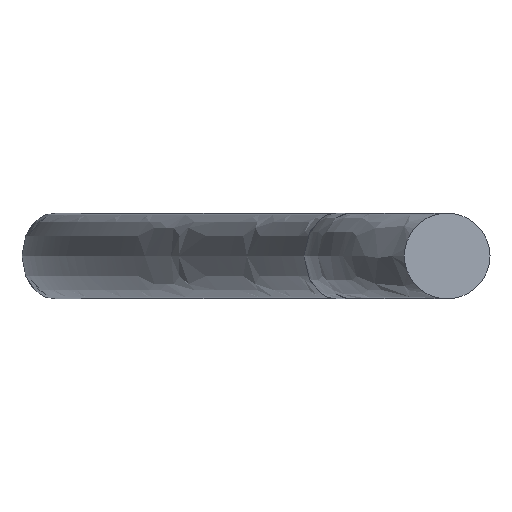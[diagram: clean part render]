
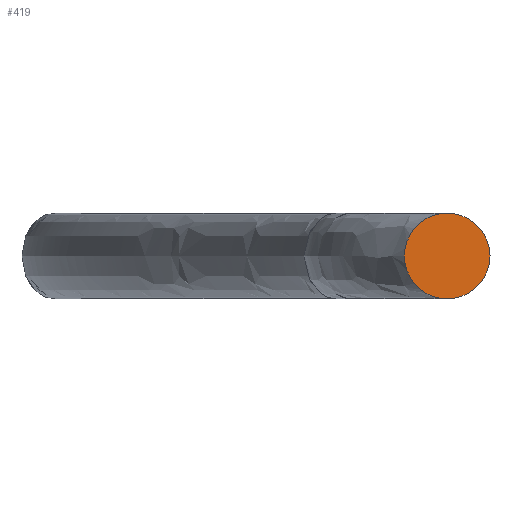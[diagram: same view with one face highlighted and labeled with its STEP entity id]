
A CAD part, left-side view. The second image highlights one B-rep face of the part: STEP entity #419.
In plain terms, the highlighted planar face has unit normal (-1, 0, 0).
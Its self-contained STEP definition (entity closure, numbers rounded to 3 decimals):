
#1 = EDGE_LOOP ( 'NONE', ( #505, #130 ) ) ;
#41 = DIRECTION ( 'NONE',  ( 1., 0., 0. ) ) ;
#130 = ORIENTED_EDGE ( 'NONE', *, *, #726, .F. ) ;
#135 = VERTEX_POINT ( 'NONE', #790 ) ;
#153 = FACE_OUTER_BOUND ( 'NONE', #1, .T. ) ;
#340 = AXIS2_PLACEMENT_3D ( 'NONE', #727, #722, #367 ) ;
#367 = DIRECTION ( 'NONE',  ( 0., 0., -1. ) ) ;
#369 = AXIS2_PLACEMENT_3D ( 'NONE', #388, #614, #690 ) ;
#372 = PLANE ( 'NONE',  #340 ) ;
#388 = CARTESIAN_POINT ( 'NONE',  ( 0., 0., 0. ) ) ;
#419 = ADVANCED_FACE ( 'NONE', ( #153 ), #372, .F. ) ;
#430 = VERTEX_POINT ( 'NONE', #718 ) ;
#433 = AXIS2_PLACEMENT_3D ( 'NONE', #879, #41, #525 ) ;
#505 = ORIENTED_EDGE ( 'NONE', *, *, #531, .F. ) ;
#525 = DIRECTION ( 'NONE',  ( 0., 0., -1. ) ) ;
#531 = EDGE_CURVE ( 'NONE', #430, #135, #861, .T. ) ;
#614 = DIRECTION ( 'NONE',  ( 1., 0., 0. ) ) ;
#690 = DIRECTION ( 'NONE',  ( 0., 0., -1. ) ) ;
#718 = CARTESIAN_POINT ( 'NONE',  ( 0., 0., -15. ) ) ;
#722 = DIRECTION ( 'NONE',  ( 1., 0., 0. ) ) ;
#726 = EDGE_CURVE ( 'NONE', #135, #430, #758, .T. ) ;
#727 = CARTESIAN_POINT ( 'NONE',  ( 0., 0., 0. ) ) ;
#758 = CIRCLE ( 'NONE', #433, 15. ) ;
#790 = CARTESIAN_POINT ( 'NONE',  ( 0., 0., 15. ) ) ;
#861 = CIRCLE ( 'NONE', #369, 15. ) ;
#879 = CARTESIAN_POINT ( 'NONE',  ( 0., 0., 0. ) ) ;
